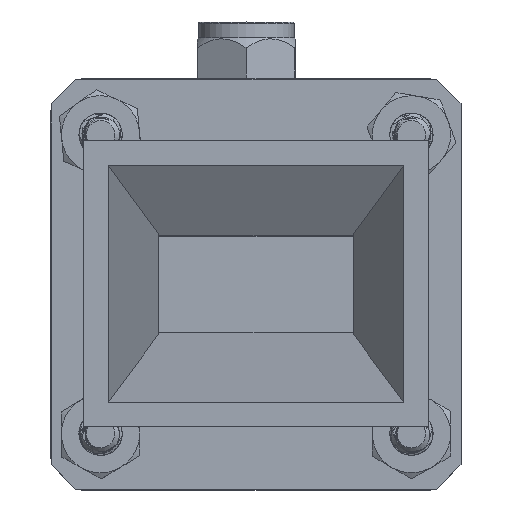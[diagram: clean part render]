
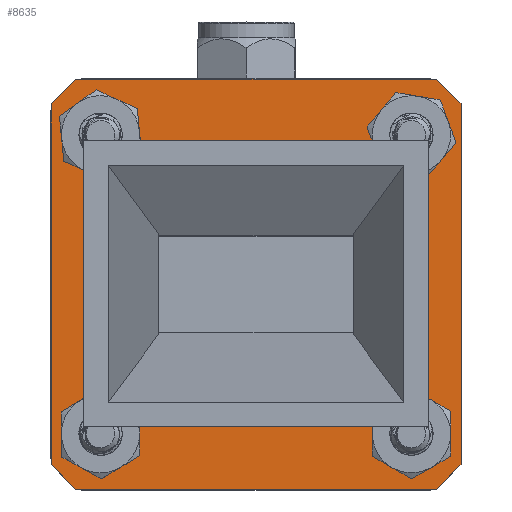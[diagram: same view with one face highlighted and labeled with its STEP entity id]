
A CAD part, top view. The second image highlights one B-rep face of the part: STEP entity #8635.
In plain terms, the highlighted planar face has unit normal (0, 0, 1).
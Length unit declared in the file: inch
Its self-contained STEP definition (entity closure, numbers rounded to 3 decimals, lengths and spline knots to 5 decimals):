
#274 = EDGE_LOOP ( 'NONE', ( #8376, #14657, #30319, #29936 ) ) ;
#496 = CARTESIAN_POINT ( 'NONE',  ( 0.47795, -0.49724, 1.74409 ) ) ;
#593 = LINE ( 'NONE', #8282, #9958 ) ;
#609 = CARTESIAN_POINT ( 'NONE',  ( 0.57678, 0.65549, 1.74409 ) ) ;
#860 = VECTOR ( 'NONE', #28356, 39.37008 ) ;
#966 = LINE ( 'NONE', #6110, #15876 ) ;
#1172 = EDGE_LOOP ( 'NONE', ( #9341 ) ) ;
#1222 = DIRECTION ( 'NONE',  ( 1., 0., 0. ) ) ;
#1448 = VECTOR ( 'NONE', #18215, 39.37008 ) ;
#1501 = VERTEX_POINT ( 'NONE', #26900 ) ;
#2360 = EDGE_CURVE ( 'NONE', #32725, #12466, #17911, .T. ) ;
#2607 = CARTESIAN_POINT ( 'NONE',  ( 0.61614, 0.61614, 1.74409 ) ) ;
#2685 = CARTESIAN_POINT ( 'NONE',  ( -0.61615, -0.61615, 1.74409 ) ) ;
#2754 = VERTEX_POINT ( 'NONE', #609 ) ;
#2782 = EDGE_CURVE ( 'NONE', #4822, #4822, #17240, .T. ) ;
#2850 = VECTOR ( 'NONE', #1222, 39.37008 ) ;
#3281 = EDGE_LOOP ( 'NONE', ( #10561, #11456, #15655, #9030, #26111, #4525, #29396, #20430 ) ) ;
#3834 = EDGE_CURVE ( 'NONE', #17198, #1501, #13281, .T. ) ;
#3901 = FACE_BOUND ( 'NONE', #274, .T. ) ;
#4064 = VECTOR ( 'NONE', #14414, 39.37008 ) ;
#4076 = FACE_OUTER_BOUND ( 'NONE', #3281, .T. ) ;
#4134 = DIRECTION ( 'NONE',  ( 1., 0., 0. ) ) ;
#4401 = CARTESIAN_POINT ( 'NONE',  ( -0.6555, 0.57675, 1.74409 ) ) ;
#4525 = ORIENTED_EDGE ( 'NONE', *, *, #7029, .T. ) ;
#4822 = VERTEX_POINT ( 'NONE', #27773 ) ;
#5065 = AXIS2_PLACEMENT_3D ( 'NONE', #8765, #27178, #16955 ) ;
#5162 = VERTEX_POINT ( 'NONE', #25259 ) ;
#5470 = AXIS2_PLACEMENT_3D ( 'NONE', #31665, #21180, #26194 ) ;
#5605 = VECTOR ( 'NONE', #27059, 39.37008 ) ;
#5791 = EDGE_CURVE ( 'NONE', #1501, #32725, #9141, .T. ) ;
#6110 = CARTESIAN_POINT ( 'NONE',  ( 0.65552, -0.65554, 1.74409 ) ) ;
#6242 = CARTESIAN_POINT ( 'NONE',  ( 0.61616, -0.61616, 1.74409 ) ) ;
#6271 = VERTEX_POINT ( 'NONE', #4401 ) ;
#6434 = VERTEX_POINT ( 'NONE', #21274 ) ;
#6701 = CIRCLE ( 'NONE', #17924, 0.07283 ) ;
#6844 = CARTESIAN_POINT ( 'NONE',  ( -0.6555, -0.5768, 1.74409 ) ) ;
#7029 = EDGE_CURVE ( 'NONE', #6434, #29865, #29165, .T. ) ;
#7434 = EDGE_CURVE ( 'NONE', #5162, #5162, #6701, .T. ) ;
#7856 = AXIS2_PLACEMENT_3D ( 'NONE', #496, #10696, #8023 ) ;
#7950 = FACE_BOUND ( 'NONE', #8253, .T. ) ;
#8023 = DIRECTION ( 'NONE',  ( 1., 0., 0. ) ) ;
#8108 = CARTESIAN_POINT ( 'NONE',  ( -0.57676, 0.65549, 1.74409 ) ) ;
#8253 = EDGE_LOOP ( 'NONE', ( #13851 ) ) ;
#8282 = CARTESIAN_POINT ( 'NONE',  ( -0.6555, -0.65554, 1.74409 ) ) ;
#8376 = ORIENTED_EDGE ( 'NONE', *, *, #10930, .F. ) ;
#8635 = ADVANCED_FACE ( 'NONE', ( #13789, #30842, #7950, #18148, #4076, #3901 ), #9101, .T. ) ;
#8765 = CARTESIAN_POINT ( 'NONE',  ( 0., 0., 1.74409 ) ) ;
#9030 = ORIENTED_EDGE ( 'NONE', *, *, #25014, .T. ) ;
#9101 = PLANE ( 'NONE',  #5065 ) ;
#9141 = LINE ( 'NONE', #14474, #16960 ) ;
#9341 = ORIENTED_EDGE ( 'NONE', *, *, #7434, .F. ) ;
#9496 = AXIS2_PLACEMENT_3D ( 'NONE', #24554, #26897, #4134 ) ;
#9870 = CARTESIAN_POINT ( 'NONE',  ( 0.65552, 0.57675, 1.74409 ) ) ;
#9958 = VECTOR ( 'NONE', #23178, 39.37008 ) ;
#10030 = LINE ( 'NONE', #20886, #1448 ) ;
#10561 = ORIENTED_EDGE ( 'NONE', *, *, #12628, .T. ) ;
#10696 = DIRECTION ( 'NONE',  ( 0., 0., 1. ) ) ;
#10919 = CARTESIAN_POINT ( 'NONE',  ( -0.61612, 0.61612, 1.74409 ) ) ;
#10930 = EDGE_CURVE ( 'NONE', #12466, #17198, #13184, .T. ) ;
#10961 = VECTOR ( 'NONE', #25513, 39.37008 ) ;
#11456 = ORIENTED_EDGE ( 'NONE', *, *, #19153, .T. ) ;
#11677 = ORIENTED_EDGE ( 'NONE', *, *, #31297, .F. ) ;
#12254 = CARTESIAN_POINT ( 'NONE',  ( 0.65552, 0.65549, 1.74409 ) ) ;
#12466 = VERTEX_POINT ( 'NONE', #31460 ) ;
#12628 = EDGE_CURVE ( 'NONE', #2754, #27031, #14260, .T. ) ;
#12678 = VERTEX_POINT ( 'NONE', #25460 ) ;
#12886 = DIRECTION ( 'NONE',  ( 0.707, -0.707, 0. ) ) ;
#13036 = VERTEX_POINT ( 'NONE', #26540 ) ;
#13184 = LINE ( 'NONE', #23387, #5605 ) ;
#13257 = EDGE_CURVE ( 'NONE', #12678, #6434, #593, .T. ) ;
#13281 = LINE ( 'NONE', #13937, #2850 ) ;
#13789 = FACE_BOUND ( 'NONE', #21373, .T. ) ;
#13851 = ORIENTED_EDGE ( 'NONE', *, *, #2782, .F. ) ;
#13937 = CARTESIAN_POINT ( 'NONE',  ( 0.00001, -0.40943, 1.74409 ) ) ;
#14260 = LINE ( 'NONE', #12254, #4064 ) ;
#14374 = EDGE_CURVE ( 'NONE', #6271, #29262, #10030, .T. ) ;
#14414 = DIRECTION ( 'NONE',  ( -1., 0., 0. ) ) ;
#14474 = CARTESIAN_POINT ( 'NONE',  ( 0.25393, -0.00002, 1.74409 ) ) ;
#14627 = ORIENTED_EDGE ( 'NONE', *, *, #14748, .F. ) ;
#14657 = ORIENTED_EDGE ( 'NONE', *, *, #2360, .F. ) ;
#14748 = EDGE_CURVE ( 'NONE', #13036, #13036, #18024, .T. ) ;
#15434 = LINE ( 'NONE', #10919, #10961 ) ;
#15655 = ORIENTED_EDGE ( 'NONE', *, *, #14374, .T. ) ;
#15876 = VECTOR ( 'NONE', #29211, 39.37008 ) ;
#16593 = DIRECTION ( 'NONE',  ( 0.707, 0.707, 0. ) ) ;
#16600 = CARTESIAN_POINT ( 'NONE',  ( 0.65552, -0.5768, 1.74409 ) ) ;
#16955 = DIRECTION ( 'NONE',  ( 1., 0., 0. ) ) ;
#16960 = VECTOR ( 'NONE', #22349, 39.37008 ) ;
#17198 = VERTEX_POINT ( 'NONE', #31098 ) ;
#17240 = CIRCLE ( 'NONE', #5470, 0.07283 ) ;
#17911 = LINE ( 'NONE', #20609, #28640 ) ;
#17924 = AXIS2_PLACEMENT_3D ( 'NONE', #18020, #20702, #30873 ) ;
#18020 = CARTESIAN_POINT ( 'NONE',  ( -0.47795, -0.49724, 1.74409 ) ) ;
#18024 = CIRCLE ( 'NONE', #9496, 0.07283 ) ;
#18148 = FACE_BOUND ( 'NONE', #19067, .T. ) ;
#18215 = DIRECTION ( 'NONE',  ( 0., -1., 0. ) ) ;
#18256 = DIRECTION ( 'NONE',  ( -1., 0., 0. ) ) ;
#18668 = VERTEX_POINT ( 'NONE', #21666 ) ;
#19067 = EDGE_LOOP ( 'NONE', ( #14627 ) ) ;
#19153 = EDGE_CURVE ( 'NONE', #27031, #6271, #15434, .T. ) ;
#20430 = ORIENTED_EDGE ( 'NONE', *, *, #30399, .T. ) ;
#20609 = CARTESIAN_POINT ( 'NONE',  ( 0.00001, 0.40943, 1.74409 ) ) ;
#20702 = DIRECTION ( 'NONE',  ( 0., 0., 1. ) ) ;
#20886 = CARTESIAN_POINT ( 'NONE',  ( -0.6555, 0.65549, 1.74409 ) ) ;
#21180 = DIRECTION ( 'NONE',  ( 0., 0., 1. ) ) ;
#21274 = CARTESIAN_POINT ( 'NONE',  ( 0.57678, -0.65554, 1.74409 ) ) ;
#21373 = EDGE_LOOP ( 'NONE', ( #11677 ) ) ;
#21666 = CARTESIAN_POINT ( 'NONE',  ( 0.55079, -0.49724, 1.74409 ) ) ;
#22111 = VECTOR ( 'NONE', #16593, 39.37008 ) ;
#22349 = DIRECTION ( 'NONE',  ( 0., 1., 0. ) ) ;
#23178 = DIRECTION ( 'NONE',  ( 1., 0., 0. ) ) ;
#23387 = CARTESIAN_POINT ( 'NONE',  ( -0.25393, -0.00002, 1.74409 ) ) ;
#24554 = CARTESIAN_POINT ( 'NONE',  ( 0.47795, 0.49724, 1.74409 ) ) ;
#25014 = EDGE_CURVE ( 'NONE', #29262, #12678, #28273, .T. ) ;
#25259 = CARTESIAN_POINT ( 'NONE',  ( -0.40512, -0.49724, 1.74409 ) ) ;
#25460 = CARTESIAN_POINT ( 'NONE',  ( -0.57676, -0.65554, 1.74409 ) ) ;
#25513 = DIRECTION ( 'NONE',  ( -0.707, -0.707, 0. ) ) ;
#25527 = LINE ( 'NONE', #2607, #860 ) ;
#26111 = ORIENTED_EDGE ( 'NONE', *, *, #13257, .T. ) ;
#26194 = DIRECTION ( 'NONE',  ( 1., 0., 0. ) ) ;
#26540 = CARTESIAN_POINT ( 'NONE',  ( 0.55079, 0.49724, 1.74409 ) ) ;
#26897 = DIRECTION ( 'NONE',  ( 0., 0., 1. ) ) ;
#26900 = CARTESIAN_POINT ( 'NONE',  ( 0.25393, -0.40943, 1.74409 ) ) ;
#27031 = VERTEX_POINT ( 'NONE', #8108 ) ;
#27059 = DIRECTION ( 'NONE',  ( 0., -1., 0. ) ) ;
#27178 = DIRECTION ( 'NONE',  ( 0., 0., 1. ) ) ;
#27187 = CARTESIAN_POINT ( 'NONE',  ( 0.25393, 0.40943, 1.74409 ) ) ;
#27773 = CARTESIAN_POINT ( 'NONE',  ( -0.40512, 0.49724, 1.74409 ) ) ;
#28273 = LINE ( 'NONE', #2685, #28899 ) ;
#28356 = DIRECTION ( 'NONE',  ( -0.707, 0.707, 0. ) ) ;
#28640 = VECTOR ( 'NONE', #18256, 39.37008 ) ;
#28899 = VECTOR ( 'NONE', #12886, 39.37008 ) ;
#29165 = LINE ( 'NONE', #6242, #22111 ) ;
#29211 = DIRECTION ( 'NONE',  ( 0., 1., 0. ) ) ;
#29262 = VERTEX_POINT ( 'NONE', #6844 ) ;
#29396 = ORIENTED_EDGE ( 'NONE', *, *, #31834, .T. ) ;
#29865 = VERTEX_POINT ( 'NONE', #16600 ) ;
#29936 = ORIENTED_EDGE ( 'NONE', *, *, #3834, .F. ) ;
#30075 = VERTEX_POINT ( 'NONE', #9870 ) ;
#30319 = ORIENTED_EDGE ( 'NONE', *, *, #5791, .F. ) ;
#30399 = EDGE_CURVE ( 'NONE', #30075, #2754, #25527, .T. ) ;
#30842 = FACE_BOUND ( 'NONE', #1172, .T. ) ;
#30873 = DIRECTION ( 'NONE',  ( 1., 0., 0. ) ) ;
#31098 = CARTESIAN_POINT ( 'NONE',  ( -0.25393, -0.40943, 1.74409 ) ) ;
#31297 = EDGE_CURVE ( 'NONE', #18668, #18668, #31858, .T. ) ;
#31460 = CARTESIAN_POINT ( 'NONE',  ( -0.25393, 0.40943, 1.74409 ) ) ;
#31665 = CARTESIAN_POINT ( 'NONE',  ( -0.47795, 0.49724, 1.74409 ) ) ;
#31834 = EDGE_CURVE ( 'NONE', #29865, #30075, #966, .T. ) ;
#31858 = CIRCLE ( 'NONE', #7856, 0.07283 ) ;
#32725 = VERTEX_POINT ( 'NONE', #27187 ) ;
